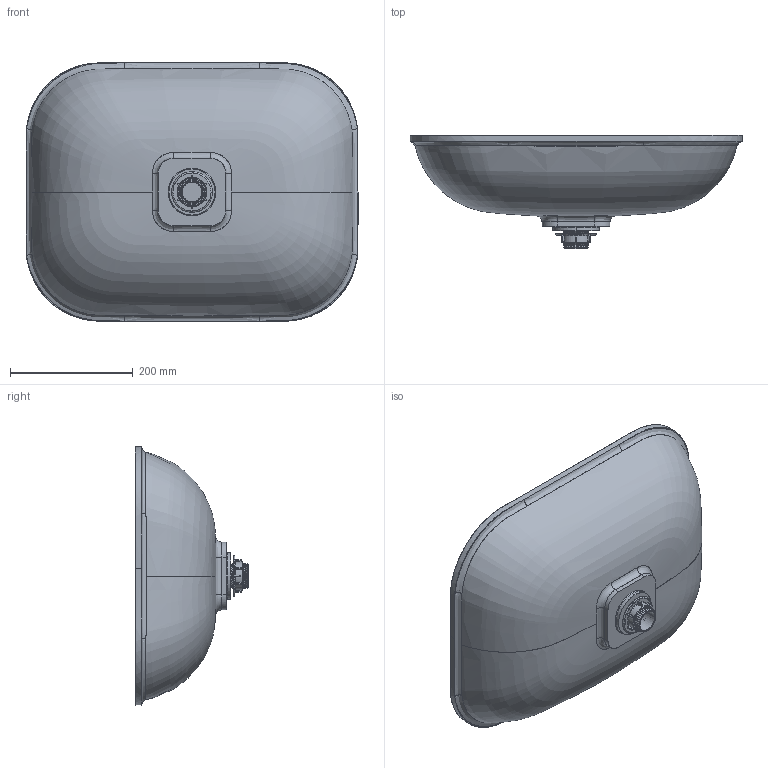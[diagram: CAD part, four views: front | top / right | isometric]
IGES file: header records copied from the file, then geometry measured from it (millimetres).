
Start section: SolidWorks IGES file using analytic representation for surfaces
Global section: file name: Z795-3 Curve II klein.IGS; native system: SolidWorks 2017; preprocessor: SolidWorks 2017; author: a.brost; date: 180629.105503; units: millimetre
Bounding box: 540 x 184 x 420 mm (x, y, z)
Surface area: 667621.7 mm2 (no closed solid volume)
Topology: 0 solids, 0 shells, 330 faces, 5121 edges, 5119 vertices
Faces by surface type: revolution 196, bspline 134
